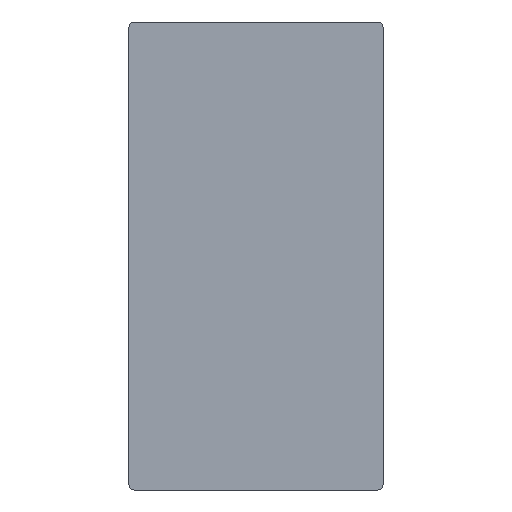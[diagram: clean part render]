
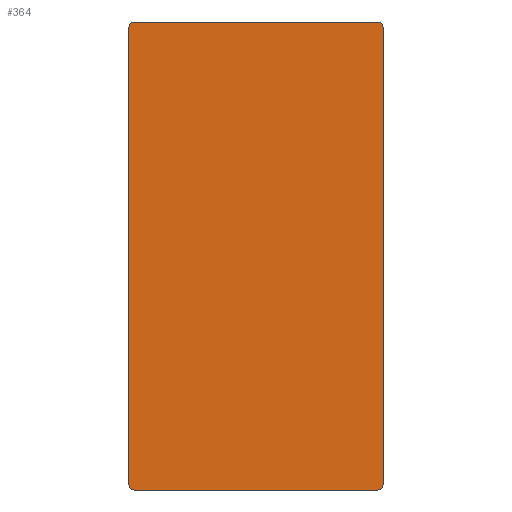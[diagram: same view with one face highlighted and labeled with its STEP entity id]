
A CAD part, front view. The second image highlights one B-rep face of the part: STEP entity #364.
In plain terms, the highlighted planar face has unit normal (0, -1, 0).
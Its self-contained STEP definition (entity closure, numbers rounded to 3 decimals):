
#2 = ORIENTED_EDGE ( 'NONE', *, *, #256, .F. ) ;
#3 = ORIENTED_EDGE ( 'NONE', *, *, #267, .T. ) ;
#5 = DIRECTION ( 'NONE',  ( 0., 0., 1. ) ) ;
#9 = VERTEX_POINT ( 'NONE', #77 ) ;
#10 = VERTEX_POINT ( 'NONE', #236 ) ;
#15 = ORIENTED_EDGE ( 'NONE', *, *, #314, .T. ) ;
#19 = VERTEX_POINT ( 'NONE', #48 ) ;
#24 = CARTESIAN_POINT ( 'NONE',  ( 150.903, 312.303, 15.147 ) ) ;
#28 = ORIENTED_EDGE ( 'NONE', *, *, #317, .T. ) ;
#29 = VERTEX_POINT ( 'NONE', #240 ) ;
#30 = ORIENTED_EDGE ( 'NONE', *, *, #347, .F. ) ;
#34 = AXIS2_PLACEMENT_3D ( 'NONE', #101, #70, #262 ) ;
#38 = ORIENTED_EDGE ( 'NONE', *, *, #331, .F. ) ;
#45 = ORIENTED_EDGE ( 'NONE', *, *, #290, .T. ) ;
#46 = ORIENTED_EDGE ( 'NONE', *, *, #179, .F. ) ;
#48 = CARTESIAN_POINT ( 'NONE',  ( 157.253, 312.303, 21.497 ) ) ;
#49 = CARTESIAN_POINT ( 'NONE',  ( -150.903, 312.303, 594.453 ) ) ;
#54 = CARTESIAN_POINT ( 'NONE',  ( -150.903, 312.303, 21.497 ) ) ;
#55 = DIRECTION ( 'NONE',  ( 0., 0., 1. ) ) ;
#68 = VECTOR ( 'NONE', #55, 1000. ) ;
#70 = DIRECTION ( 'NONE',  ( 0., -1., 0. ) ) ;
#77 = CARTESIAN_POINT ( 'NONE',  ( -157.253, 312.303, 588.103 ) ) ;
#79 = LINE ( 'NONE', #250, #197 ) ;
#82 = CARTESIAN_POINT ( 'NONE',  ( 157.253, 312.303, 595.977 ) ) ;
#86 = CIRCLE ( 'NONE', #261, 6.35 ) ;
#93 = CIRCLE ( 'NONE', #320, 6.35 ) ;
#96 = CIRCLE ( 'NONE', #265, 6.35 ) ;
#101 = CARTESIAN_POINT ( 'NONE',  ( 150.903, 312.303, 21.497 ) ) ;
#109 = LINE ( 'NONE', #205, #112 ) ;
#112 = VECTOR ( 'NONE', #353, 1000. ) ;
#114 = VERTEX_POINT ( 'NONE', #24 ) ;
#120 = VERTEX_POINT ( 'NONE', #208 ) ;
#134 = VERTEX_POINT ( 'NONE', #157 ) ;
#140 = VECTOR ( 'NONE', #373, 1000. ) ;
#141 = LINE ( 'NONE', #82, #140 ) ;
#150 = FACE_OUTER_BOUND ( 'NONE', #170, .T. ) ;
#157 = CARTESIAN_POINT ( 'NONE',  ( -157.253, 312.303, 21.497 ) ) ;
#158 = VERTEX_POINT ( 'NONE', #49 ) ;
#160 = PLANE ( 'NONE',  #375 ) ;
#170 = EDGE_LOOP ( 'NONE', ( #46, #45, #2, #3, #30, #15, #38, #28 ) ) ;
#179 = EDGE_CURVE ( 'NONE', #134, #9, #199, .T. ) ;
#184 = CIRCLE ( 'NONE', #34, 6.35 ) ;
#197 = VECTOR ( 'NONE', #301, 1000. ) ;
#199 = LINE ( 'NONE', #335, #68 ) ;
#205 = CARTESIAN_POINT ( 'NONE',  ( -158.777, 312.303, 594.453 ) ) ;
#208 = CARTESIAN_POINT ( 'NONE',  ( 157.253, 312.303, 588.103 ) ) ;
#223 = DIRECTION ( 'NONE',  ( 0., -1., 0. ) ) ;
#236 = CARTESIAN_POINT ( 'NONE',  ( 150.903, 312.303, 594.453 ) ) ;
#240 = CARTESIAN_POINT ( 'NONE',  ( -150.903, 312.303, 15.147 ) ) ;
#247 = DIRECTION ( 'NONE',  ( 0., -1., 0. ) ) ;
#249 = DIRECTION ( 'NONE',  ( 0., 0., 1. ) ) ;
#250 = CARTESIAN_POINT ( 'NONE',  ( -158.777, 312.303, 15.147 ) ) ;
#253 = DIRECTION ( 'NONE',  ( 0., -1., 0. ) ) ;
#256 = EDGE_CURVE ( 'NONE', #114, #29, #79, .T. ) ;
#261 = AXIS2_PLACEMENT_3D ( 'NONE', #54, #223, #5 ) ;
#262 = DIRECTION ( 'NONE',  ( 0., 0., 1. ) ) ;
#265 = AXIS2_PLACEMENT_3D ( 'NONE', #300, #247, #272 ) ;
#267 = EDGE_CURVE ( 'NONE', #114, #19, #184, .T. ) ;
#272 = DIRECTION ( 'NONE',  ( 0., 0., 1. ) ) ;
#275 = DIRECTION ( 'NONE',  ( 0., 0., 1. ) ) ;
#277 = CARTESIAN_POINT ( 'NONE',  ( 0., 312.303, 0. ) ) ;
#290 = EDGE_CURVE ( 'NONE', #134, #29, #86, .T. ) ;
#300 = CARTESIAN_POINT ( 'NONE',  ( -150.903, 312.303, 588.103 ) ) ;
#301 = DIRECTION ( 'NONE',  ( -1., 0., 0. ) ) ;
#314 = EDGE_CURVE ( 'NONE', #120, #10, #93, .T. ) ;
#317 = EDGE_CURVE ( 'NONE', #158, #9, #96, .T. ) ;
#320 = AXIS2_PLACEMENT_3D ( 'NONE', #366, #253, #249 ) ;
#331 = EDGE_CURVE ( 'NONE', #158, #10, #109, .T. ) ;
#332 = DIRECTION ( 'NONE',  ( 0., 1., 0. ) ) ;
#335 = CARTESIAN_POINT ( 'NONE',  ( -157.253, 312.303, 595.977 ) ) ;
#347 = EDGE_CURVE ( 'NONE', #120, #19, #141, .T. ) ;
#353 = DIRECTION ( 'NONE',  ( 1., 0., 0. ) ) ;
#364 = ADVANCED_FACE ( 'NONE', ( #150 ), #160, .F. ) ;
#366 = CARTESIAN_POINT ( 'NONE',  ( 150.903, 312.303, 588.103 ) ) ;
#373 = DIRECTION ( 'NONE',  ( 0., 0., -1. ) ) ;
#375 = AXIS2_PLACEMENT_3D ( 'NONE', #277, #332, #275 ) ;
